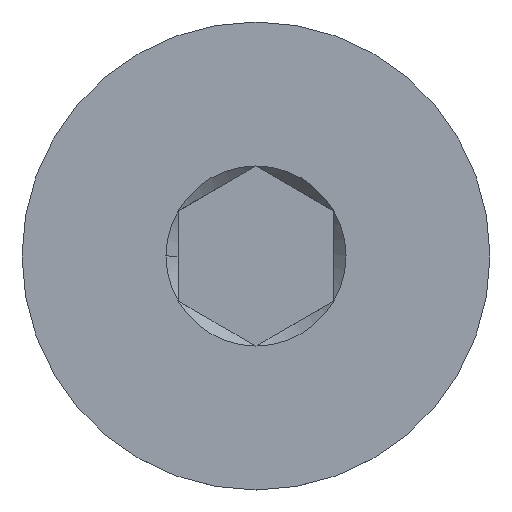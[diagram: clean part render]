
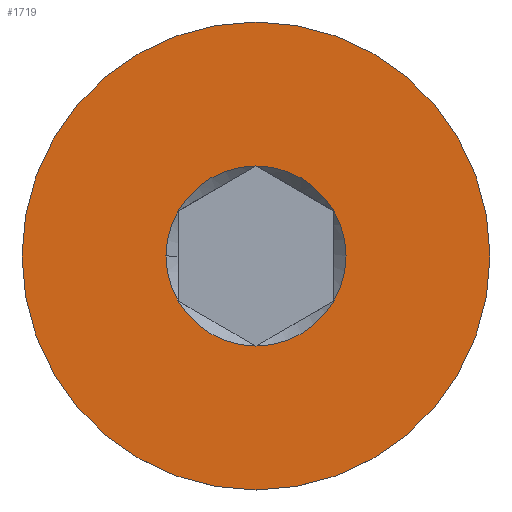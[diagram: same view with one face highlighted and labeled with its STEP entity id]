
A CAD part, top view. The second image highlights one B-rep face of the part: STEP entity #1719.
In plain terms, the highlighted planar face has unit normal (0, 0, 1).
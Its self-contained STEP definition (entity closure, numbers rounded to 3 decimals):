
#13 = DIRECTION ( 'NONE',  ( 0., 0., -1. ) ) ;
#59 = DIRECTION ( 'NONE',  ( 0., 0., -1. ) ) ;
#166 = DIRECTION ( 'NONE',  ( 0., 0., -1. ) ) ;
#201 = CIRCLE ( 'NONE', #2002, 1.155 ) ;
#236 = AXIS2_PLACEMENT_3D ( 'NONE', #2006, #2323, #1679 ) ;
#249 = CIRCLE ( 'NONE', #2448, 1.155 ) ;
#261 = EDGE_CURVE ( 'NONE', #3608, #1010, #1152, .T. ) ;
#310 = ORIENTED_EDGE ( 'NONE', *, *, #312, .T. ) ;
#312 = EDGE_CURVE ( 'NONE', #2958, #3168, #2517, .T. ) ;
#338 = CARTESIAN_POINT ( 'NONE',  ( 0., -1.155, 5. ) ) ;
#370 = DIRECTION ( 'NONE',  ( -1., 0., 0. ) ) ;
#390 = EDGE_CURVE ( 'NONE', #2402, #2906, #504, .T. ) ;
#504 = CIRCLE ( 'NONE', #2334, 1.155 ) ;
#511 = DIRECTION ( 'NONE',  ( 0., -1., 0. ) ) ;
#642 = ORIENTED_EDGE ( 'NONE', *, *, #390, .T. ) ;
#664 = CIRCLE ( 'NONE', #2974, 1.155 ) ;
#754 = DIRECTION ( 'NONE',  ( 0., 0., -1. ) ) ;
#852 = DIRECTION ( 'NONE',  ( 0., 0., -1. ) ) ;
#1010 = VERTEX_POINT ( 'NONE', #3466 ) ;
#1020 = VERTEX_POINT ( 'NONE', #338 ) ;
#1033 = CARTESIAN_POINT ( 'NONE',  ( 0., 1.155, 5. ) ) ;
#1121 = CARTESIAN_POINT ( 'NONE',  ( -1.155, 0., 5. ) ) ;
#1152 = CIRCLE ( 'NONE', #2637, 1.155 ) ;
#1176 = DIRECTION ( 'NONE',  ( 0., 0., -1. ) ) ;
#1312 = CARTESIAN_POINT ( 'NONE',  ( 0., 0., 5. ) ) ;
#1326 = EDGE_LOOP ( 'NONE', ( #642, #3743, #3219, #2852, #2570, #1879, #2184 ) ) ;
#1396 = CIRCLE ( 'NONE', #2212, 1.155 ) ;
#1444 = CARTESIAN_POINT ( 'NONE',  ( 0., 0., 5. ) ) ;
#1492 = DIRECTION ( 'NONE',  ( -1., 0., 0. ) ) ;
#1517 = CARTESIAN_POINT ( 'NONE',  ( -1., 0.577, 5. ) ) ;
#1634 = FACE_BOUND ( 'NONE', #1326, .T. ) ;
#1636 = VERTEX_POINT ( 'NONE', #1121 ) ;
#1642 = AXIS2_PLACEMENT_3D ( 'NONE', #1818, #852, #2112 ) ;
#1679 = DIRECTION ( 'NONE',  ( 0., -1., 0. ) ) ;
#1719 = ADVANCED_FACE ( 'NONE', ( #2071, #1634 ), #3880, .F. ) ;
#1753 = DIRECTION ( 'NONE',  ( 0., 0., 1. ) ) ;
#1818 = CARTESIAN_POINT ( 'NONE',  ( 0., 0., 5. ) ) ;
#1879 = ORIENTED_EDGE ( 'NONE', *, *, #3369, .T. ) ;
#1894 = CARTESIAN_POINT ( 'NONE',  ( 0., 0., 5. ) ) ;
#2002 = AXIS2_PLACEMENT_3D ( 'NONE', #1894, #13, #2209 ) ;
#2006 = CARTESIAN_POINT ( 'NONE',  ( 0., 0., 5. ) ) ;
#2027 = VERTEX_POINT ( 'NONE', #3627 ) ;
#2055 = AXIS2_PLACEMENT_3D ( 'NONE', #1444, #1753, #511 ) ;
#2071 = FACE_OUTER_BOUND ( 'NONE', #2865, .T. ) ;
#2112 = DIRECTION ( 'NONE',  ( -1., 0., 0. ) ) ;
#2135 = CARTESIAN_POINT ( 'NONE',  ( 0., 0., 5. ) ) ;
#2184 = ORIENTED_EDGE ( 'NONE', *, *, #2701, .T. ) ;
#2203 = EDGE_CURVE ( 'NONE', #1020, #2027, #249, .T. ) ;
#2209 = DIRECTION ( 'NONE',  ( -1., 0., 0. ) ) ;
#2212 = AXIS2_PLACEMENT_3D ( 'NONE', #2639, #754, #3529 ) ;
#2323 = DIRECTION ( 'NONE',  ( 0., 0., 1. ) ) ;
#2334 = AXIS2_PLACEMENT_3D ( 'NONE', #2135, #2443, #2759 ) ;
#2359 = EDGE_CURVE ( 'NONE', #3168, #2958, #2654, .T. ) ;
#2402 = VERTEX_POINT ( 'NONE', #1517 ) ;
#2427 = CIRCLE ( 'NONE', #1642, 1.155 ) ;
#2443 = DIRECTION ( 'NONE',  ( 0., 0., -1. ) ) ;
#2448 = AXIS2_PLACEMENT_3D ( 'NONE', #3395, #1176, #1492 ) ;
#2517 = CIRCLE ( 'NONE', #236, 3. ) ;
#2570 = ORIENTED_EDGE ( 'NONE', *, *, #2203, .T. ) ;
#2636 = DIRECTION ( 'NONE',  ( 0., 1., 0. ) ) ;
#2637 = AXIS2_PLACEMENT_3D ( 'NONE', #1312, #59, #370 ) ;
#2639 = CARTESIAN_POINT ( 'NONE',  ( 0., 0., 5. ) ) ;
#2654 = CIRCLE ( 'NONE', #2055, 3. ) ;
#2701 = EDGE_CURVE ( 'NONE', #1636, #2402, #201, .T. ) ;
#2759 = DIRECTION ( 'NONE',  ( -1., 0., 0. ) ) ;
#2779 = DIRECTION ( 'NONE',  ( -1., 0., 0. ) ) ;
#2852 = ORIENTED_EDGE ( 'NONE', *, *, #3140, .T. ) ;
#2865 = EDGE_LOOP ( 'NONE', ( #310, #3649 ) ) ;
#2906 = VERTEX_POINT ( 'NONE', #1033 ) ;
#2912 = EDGE_CURVE ( 'NONE', #2906, #3608, #1396, .T. ) ;
#2945 = AXIS2_PLACEMENT_3D ( 'NONE', #3606, #166, #2636 ) ;
#2958 = VERTEX_POINT ( 'NONE', #3946 ) ;
#2974 = AXIS2_PLACEMENT_3D ( 'NONE', #3469, #3122, #2779 ) ;
#3122 = DIRECTION ( 'NONE',  ( 0., 0., -1. ) ) ;
#3140 = EDGE_CURVE ( 'NONE', #1010, #1020, #2427, .T. ) ;
#3168 = VERTEX_POINT ( 'NONE', #3389 ) ;
#3219 = ORIENTED_EDGE ( 'NONE', *, *, #261, .T. ) ;
#3369 = EDGE_CURVE ( 'NONE', #2027, #1636, #664, .T. ) ;
#3389 = CARTESIAN_POINT ( 'NONE',  ( 0., 3., 5. ) ) ;
#3395 = CARTESIAN_POINT ( 'NONE',  ( 0., 0., 5. ) ) ;
#3466 = CARTESIAN_POINT ( 'NONE',  ( 1., -0.577, 5. ) ) ;
#3469 = CARTESIAN_POINT ( 'NONE',  ( 0., 0., 5. ) ) ;
#3520 = CARTESIAN_POINT ( 'NONE',  ( 1., 0.577, 5. ) ) ;
#3529 = DIRECTION ( 'NONE',  ( -1., 0., 0. ) ) ;
#3606 = CARTESIAN_POINT ( 'NONE',  ( 0., 0., 5. ) ) ;
#3608 = VERTEX_POINT ( 'NONE', #3520 ) ;
#3627 = CARTESIAN_POINT ( 'NONE',  ( -1., -0.577, 5. ) ) ;
#3649 = ORIENTED_EDGE ( 'NONE', *, *, #2359, .T. ) ;
#3743 = ORIENTED_EDGE ( 'NONE', *, *, #2912, .T. ) ;
#3880 = PLANE ( 'NONE',  #2945 ) ;
#3946 = CARTESIAN_POINT ( 'NONE',  ( 0., -3., 5. ) ) ;
